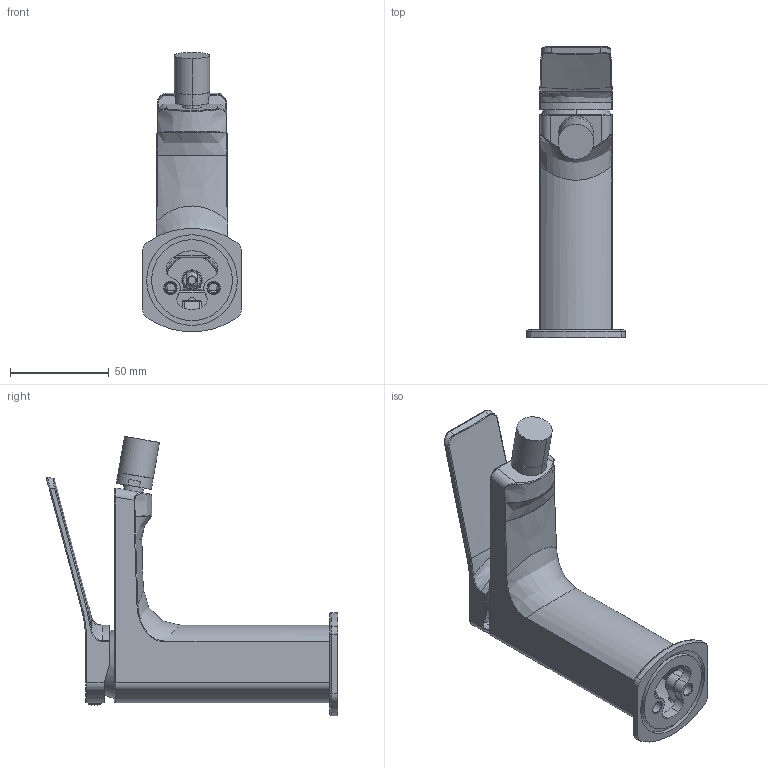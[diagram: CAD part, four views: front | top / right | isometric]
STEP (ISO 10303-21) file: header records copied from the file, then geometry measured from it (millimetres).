
FILE_DESCRIPTION((''),'2;1');
FILE_NAME('TI131CR','2021-11-09T08:14:04',('ut3'),('PAFFONI SpA'),'CREO PARAMETRIC BY PTC INC, 2020044','CREO PARAMETRIC BY PTC INC, 2020044','');
FILE_SCHEMA(('CONFIG_CONTROL_DESIGN','SHAPE_APPEARANCE_LAYERS_GROUPS'));
Length unit declared in the file: millimetre
Products named in the file (1): TI131CR
Bounding box: 50 x 147.66 x 141.6 mm (x, y, z)
Volume: 90414.6 mm3; surface area: 64485.4 mm2
Topology: 2 solids, 2 shells, 529 faces, 1221 edges, 714 vertices
Faces by surface type: cylinder 199, plane 117, bspline 90, cone 43, torus 42, sphere 38
Entity records: 26214 total; most frequent: CARTESIAN_POINT 11017, DIRECTION 2457, ORIENTED_EDGE 2434, EDGE_CURVE 1217, AXIS2_PLACEMENT_3D 1011, VERTEX_POINT 714, EDGE_LOOP 575, CIRCLE 572
